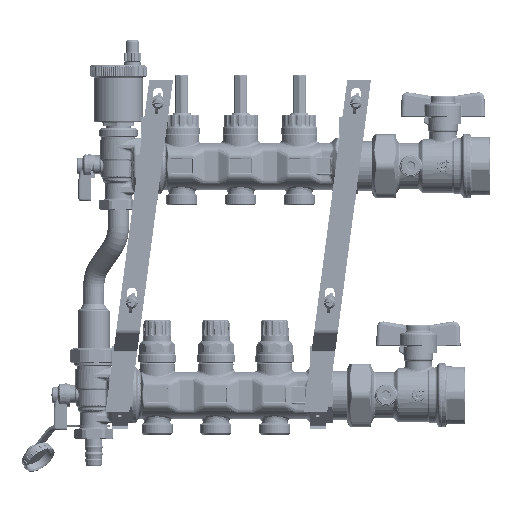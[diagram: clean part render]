
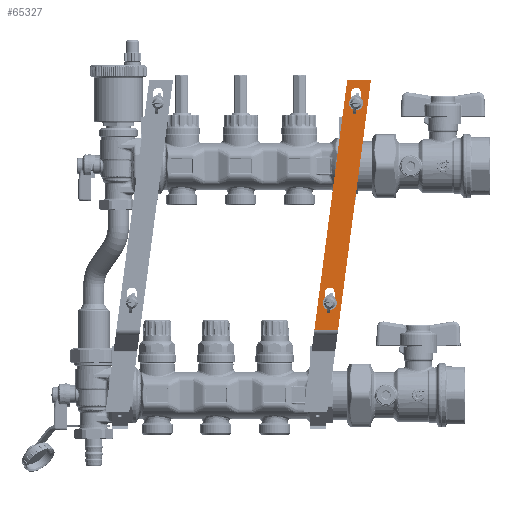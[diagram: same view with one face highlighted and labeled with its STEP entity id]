
A CAD part, left-side view. The second image highlights one B-rep face of the part: STEP entity #65327.
In plain terms, the highlighted planar face has unit normal (-1, 0, 0).
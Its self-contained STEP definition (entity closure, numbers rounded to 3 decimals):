
#64653=CARTESIAN_POINT('Vertex',(-63.454,-297.419,363.265)) ;
#64658=CARTESIAN_POINT('Line Origine',(-63.454,-307.505,363.265)) ;
#64662=CARTESIAN_POINT('Vertex',(-63.454,-317.592,363.265)) ;
#64697=CARTESIAN_POINT('Vertex',(-63.454,-289.596,150.614)) ;
#64700=CARTESIAN_POINT('Line Origine',(-63.454,-279.224,150.614)) ;
#64704=CARTESIAN_POINT('Vertex',(-63.454,-269.423,150.614)) ;
#64911=CARTESIAN_POINT('Line Origine',(-63.454,-303.594,256.939)) ;
#64961=CARTESIAN_POINT('Line Origine',(-63.454,-283.421,256.939)) ;
#65216=CARTESIAN_POINT('Axis2P3D Location',(-63.454,-297.419,363.265)) ;
#65227=CARTESIAN_POINT('Axis2P3D Location',(-63.454,-304.871,343.254)) ;
#65231=CARTESIAN_POINT('Vertex',(-63.454,-308.971,347.634)) ;
#65233=CARTESIAN_POINT('Vertex',(-63.454,-310.871,343.254)) ;
#65236=CARTESIAN_POINT('Axis2P3D Location',(-63.454,-304.871,343.254)) ;
#65240=CARTESIAN_POINT('Vertex',(-63.454,-298.871,343.254)) ;
#65243=CARTESIAN_POINT('Axis2P3D Location',(-63.454,-304.871,343.254)) ;
#65247=CARTESIAN_POINT('Vertex',(-63.454,-300.771,347.634)) ;
#65250=CARTESIAN_POINT('Line Origine',(-63.454,-300.771,349.944)) ;
#65254=CARTESIAN_POINT('Vertex',(-63.454,-300.771,352.254)) ;
#65257=CARTESIAN_POINT('Axis2P3D Location',(-63.454,-304.871,352.254)) ;
#65261=CARTESIAN_POINT('Vertex',(-63.454,-308.971,352.254)) ;
#65264=CARTESIAN_POINT('Line Origine',(-63.454,-308.971,349.944)) ;
#65277=CARTESIAN_POINT('Axis2P3D Location',(-63.454,-282.486,173.221)) ;
#65281=CARTESIAN_POINT('Vertex',(-63.454,-286.586,177.602)) ;
#65283=CARTESIAN_POINT('Vertex',(-63.454,-288.486,173.221)) ;
#65286=CARTESIAN_POINT('Axis2P3D Location',(-63.454,-282.486,173.221)) ;
#65290=CARTESIAN_POINT('Vertex',(-63.454,-276.486,173.221)) ;
#65293=CARTESIAN_POINT('Axis2P3D Location',(-63.454,-282.486,173.221)) ;
#65297=CARTESIAN_POINT('Vertex',(-63.454,-278.386,177.602)) ;
#65300=CARTESIAN_POINT('Line Origine',(-63.454,-278.386,179.911)) ;
#65304=CARTESIAN_POINT('Vertex',(-63.454,-278.386,182.221)) ;
#65307=CARTESIAN_POINT('Axis2P3D Location',(-63.454,-282.486,182.221)) ;
#65311=CARTESIAN_POINT('Vertex',(-63.454,-286.586,182.221)) ;
#65314=CARTESIAN_POINT('Line Origine',(-63.454,-286.586,179.911)) ;
#64660=VECTOR('Line Direction',#64659,1.) ;
#64702=VECTOR('Line Direction',#64701,1.) ;
#64913=VECTOR('Line Direction',#64912,1.) ;
#64963=VECTOR('Line Direction',#64962,1.) ;
#65252=VECTOR('Line Direction',#65251,1.) ;
#65266=VECTOR('Line Direction',#65265,1.) ;
#65302=VECTOR('Line Direction',#65301,1.) ;
#65316=VECTOR('Line Direction',#65315,1.) ;
#64659=DIRECTION('Vector Direction',(0.,-1.,0.)) ;
#64701=DIRECTION('Vector Direction',(0.,-1.,0.)) ;
#64912=DIRECTION('Vector Direction',(0.,-0.131,0.991)) ;
#64962=DIRECTION('Vector Direction',(0.,0.131,-0.991)) ;
#65217=DIRECTION('Axis2P3D Direction',(1.,0.,0.)) ;
#65218=DIRECTION('Axis2P3D XDirection',(0.,-0.991,-0.131)) ;
#65228=DIRECTION('Axis2P3D Direction',(1.,0.,0.)) ;
#65237=DIRECTION('Axis2P3D Direction',(1.,0.,0.)) ;
#65244=DIRECTION('Axis2P3D Direction',(1.,0.,0.)) ;
#65251=DIRECTION('Vector Direction',(0.,0.,-1.)) ;
#65258=DIRECTION('Axis2P3D Direction',(1.,0.,0.)) ;
#65265=DIRECTION('Vector Direction',(0.,0.,-1.)) ;
#65278=DIRECTION('Axis2P3D Direction',(1.,0.,0.)) ;
#65287=DIRECTION('Axis2P3D Direction',(1.,0.,0.)) ;
#65294=DIRECTION('Axis2P3D Direction',(1.,0.,0.)) ;
#65301=DIRECTION('Vector Direction',(0.,0.,-1.)) ;
#65308=DIRECTION('Axis2P3D Direction',(1.,0.,0.)) ;
#65315=DIRECTION('Vector Direction',(0.,0.,-1.)) ;
#65219=AXIS2_PLACEMENT_3D('Plane Axis2P3D',#65216,#65217,#65218) ;
#65229=AXIS2_PLACEMENT_3D('Circle Axis2P3D',#65227,#65228,$) ;
#65238=AXIS2_PLACEMENT_3D('Circle Axis2P3D',#65236,#65237,$) ;
#65245=AXIS2_PLACEMENT_3D('Circle Axis2P3D',#65243,#65244,$) ;
#65259=AXIS2_PLACEMENT_3D('Circle Axis2P3D',#65257,#65258,$) ;
#65279=AXIS2_PLACEMENT_3D('Circle Axis2P3D',#65277,#65278,$) ;
#65288=AXIS2_PLACEMENT_3D('Circle Axis2P3D',#65286,#65287,$) ;
#65295=AXIS2_PLACEMENT_3D('Circle Axis2P3D',#65293,#65294,$) ;
#65309=AXIS2_PLACEMENT_3D('Circle Axis2P3D',#65307,#65308,$) ;
#64661=LINE('Line',#64658,#64660) ;
#64703=LINE('Line',#64700,#64702) ;
#64914=LINE('Line',#64911,#64913) ;
#64964=LINE('Line',#64961,#64963) ;
#65253=LINE('Line',#65250,#65252) ;
#65267=LINE('Line',#65264,#65266) ;
#65303=LINE('Line',#65300,#65302) ;
#65317=LINE('Line',#65314,#65316) ;
#65230=CIRCLE('generated circle',#65229,6.) ;
#65239=CIRCLE('generated circle',#65238,6.) ;
#65246=CIRCLE('generated circle',#65245,6.) ;
#65260=CIRCLE('generated circle',#65259,4.1) ;
#65280=CIRCLE('generated circle',#65279,6.) ;
#65289=CIRCLE('generated circle',#65288,6.) ;
#65296=CIRCLE('generated circle',#65295,6.) ;
#65310=CIRCLE('generated circle',#65309,4.1) ;
#65220=PLANE('',#65219) ;
#65276=FACE_BOUND('',#65269,.T.) ;
#65326=FACE_BOUND('',#65319,.T.) ;
#64664=EDGE_CURVE('',#64654,#64663,#64661,.T.) ;
#64706=EDGE_CURVE('',#64705,#64698,#64703,.T.) ;
#64915=EDGE_CURVE('',#64698,#64663,#64914,.T.) ;
#64965=EDGE_CURVE('',#64654,#64705,#64964,.T.) ;
#65235=EDGE_CURVE('',#65232,#65234,#65230,.T.) ;
#65242=EDGE_CURVE('',#65234,#65241,#65239,.T.) ;
#65249=EDGE_CURVE('',#65241,#65248,#65246,.T.) ;
#65256=EDGE_CURVE('',#65255,#65248,#65253,.T.) ;
#65263=EDGE_CURVE('',#65255,#65262,#65260,.T.) ;
#65268=EDGE_CURVE('',#65262,#65232,#65267,.T.) ;
#65285=EDGE_CURVE('',#65282,#65284,#65280,.T.) ;
#65292=EDGE_CURVE('',#65284,#65291,#65289,.T.) ;
#65299=EDGE_CURVE('',#65291,#65298,#65296,.T.) ;
#65306=EDGE_CURVE('',#65305,#65298,#65303,.T.) ;
#65313=EDGE_CURVE('',#65305,#65312,#65310,.T.) ;
#65318=EDGE_CURVE('',#65312,#65282,#65317,.T.) ;
#65222=ORIENTED_EDGE('',*,*,#64706,.T.) ;
#65223=ORIENTED_EDGE('',*,*,#64915,.T.) ;
#65224=ORIENTED_EDGE('',*,*,#64664,.F.) ;
#65225=ORIENTED_EDGE('',*,*,#64965,.T.) ;
#65270=ORIENTED_EDGE('',*,*,#65235,.T.) ;
#65271=ORIENTED_EDGE('',*,*,#65242,.T.) ;
#65272=ORIENTED_EDGE('',*,*,#65249,.T.) ;
#65273=ORIENTED_EDGE('',*,*,#65256,.F.) ;
#65274=ORIENTED_EDGE('',*,*,#65263,.T.) ;
#65275=ORIENTED_EDGE('',*,*,#65268,.T.) ;
#65320=ORIENTED_EDGE('',*,*,#65285,.T.) ;
#65321=ORIENTED_EDGE('',*,*,#65292,.T.) ;
#65322=ORIENTED_EDGE('',*,*,#65299,.T.) ;
#65323=ORIENTED_EDGE('',*,*,#65306,.F.) ;
#65324=ORIENTED_EDGE('',*,*,#65313,.T.) ;
#65325=ORIENTED_EDGE('',*,*,#65318,.T.) ;
#65221=EDGE_LOOP('',(#65222,#65223,#65224,#65225)) ;
#65269=EDGE_LOOP('',(#65270,#65271,#65272,#65273,#65274,#65275)) ;
#65319=EDGE_LOOP('',(#65320,#65321,#65322,#65323,#65324,#65325)) ;
#64654=VERTEX_POINT('',#64653) ;
#64663=VERTEX_POINT('',#64662) ;
#64698=VERTEX_POINT('',#64697) ;
#64705=VERTEX_POINT('',#64704) ;
#65232=VERTEX_POINT('',#65231) ;
#65234=VERTEX_POINT('',#65233) ;
#65241=VERTEX_POINT('',#65240) ;
#65248=VERTEX_POINT('',#65247) ;
#65255=VERTEX_POINT('',#65254) ;
#65262=VERTEX_POINT('',#65261) ;
#65282=VERTEX_POINT('',#65281) ;
#65284=VERTEX_POINT('',#65283) ;
#65291=VERTEX_POINT('',#65290) ;
#65298=VERTEX_POINT('',#65297) ;
#65305=VERTEX_POINT('',#65304) ;
#65312=VERTEX_POINT('',#65311) ;
#65327=ADVANCED_FACE('PartBody',(#65226,#65276,#65326),#65220,.F.) ;
#65226=FACE_OUTER_BOUND('',#65221,.T.) ;
